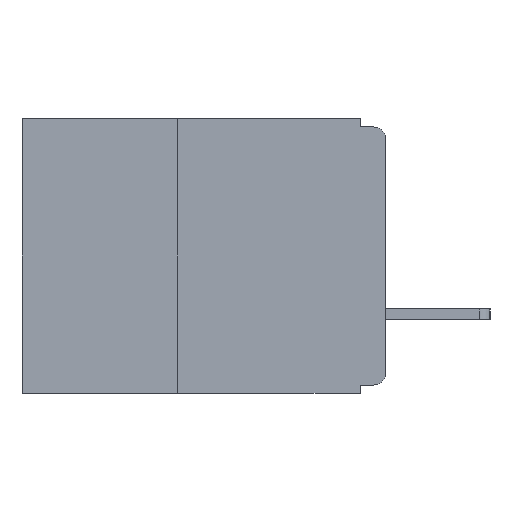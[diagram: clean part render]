
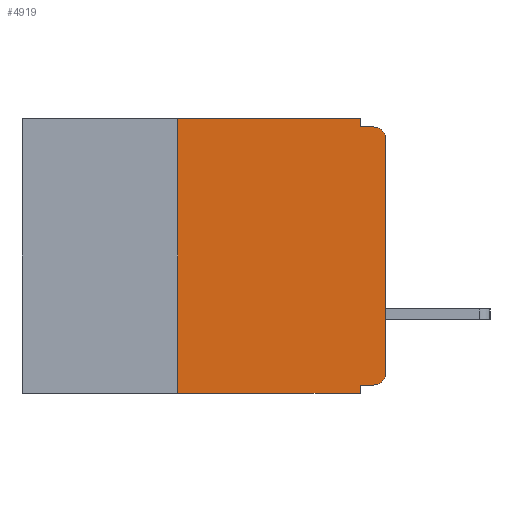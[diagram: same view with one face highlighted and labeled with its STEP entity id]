
A CAD part, left-side view. The second image highlights one B-rep face of the part: STEP entity #4919.
In plain terms, the highlighted planar face has unit normal (-1, 0, 0).
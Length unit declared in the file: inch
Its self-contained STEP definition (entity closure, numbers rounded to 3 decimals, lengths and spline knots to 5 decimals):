
#710 = EDGE_CURVE ( 'NONE', #837, #8195, #17755, .T. ) ;
#837 = VERTEX_POINT ( 'NONE', #17785 ) ;
#884 = DIRECTION ( 'NONE',  ( 0., 0., 1. ) ) ;
#984 = CARTESIAN_POINT ( 'NONE',  ( 0., 0., 0. ) ) ;
#1169 = ORIENTED_EDGE ( 'NONE', *, *, #14712, .F. ) ;
#1758 = ORIENTED_EDGE ( 'NONE', *, *, #9229, .F. ) ;
#1830 = DIRECTION ( 'NONE',  ( 0., -1., 0. ) ) ;
#1877 = VECTOR ( 'NONE', #8968, 39.37008 ) ;
#2098 = VERTEX_POINT ( 'NONE', #4538 ) ;
#2339 = CARTESIAN_POINT ( 'NONE',  ( 0., 0.031, -0.33 ) ) ;
#2690 = VERTEX_POINT ( 'NONE', #10039 ) ;
#2691 = DIRECTION ( 'NONE',  ( 0., 0., -1. ) ) ;
#2733 = DIRECTION ( 'NONE',  ( 1., 0., 0. ) ) ;
#3180 = CARTESIAN_POINT ( 'NONE',  ( 0., 0.437, 0. ) ) ;
#4083 = EDGE_CURVE ( 'NONE', #7434, #9125, #8152, .T. ) ;
#4376 = CARTESIAN_POINT ( 'NONE',  ( 0., 0., -0.32 ) ) ;
#4429 = DIRECTION ( 'NONE',  ( 0., 0., 1. ) ) ;
#4538 = CARTESIAN_POINT ( 'NONE',  ( 0., 0.031, -0.32 ) ) ;
#4619 = CARTESIAN_POINT ( 'NONE',  ( 0., 0.031, -0.33 ) ) ;
#4695 = DIRECTION ( 'NONE',  ( -1., 0., 0. ) ) ;
#4844 = PLANE ( 'NONE',  #15401 ) ;
#4919 = ADVANCED_FACE ( 'NONE', ( #13719 ), #4844, .F. ) ;
#6597 = LINE ( 'NONE', #4376, #1877 ) ;
#6729 = ORIENTED_EDGE ( 'NONE', *, *, #6840, .T. ) ;
#6784 = CARTESIAN_POINT ( 'NONE',  ( 0., 0.437, -0.33 ) ) ;
#6802 = VERTEX_POINT ( 'NONE', #11314 ) ;
#6840 = EDGE_CURVE ( 'NONE', #7434, #15134, #12905, .T. ) ;
#7213 = VECTOR ( 'NONE', #15790, 39.37008 ) ;
#7434 = VERTEX_POINT ( 'NONE', #19027 ) ;
#7861 = CARTESIAN_POINT ( 'NONE',  ( 0., 0.015, -0.025 ) ) ;
#7945 = CARTESIAN_POINT ( 'NONE',  ( 0., 0., -0.01 ) ) ;
#8152 = LINE ( 'NONE', #20092, #20011 ) ;
#8195 = VERTEX_POINT ( 'NONE', #15094 ) ;
#8403 = VERTEX_POINT ( 'NONE', #14098 ) ;
#8412 = ORIENTED_EDGE ( 'NONE', *, *, #4083, .F. ) ;
#8743 = VECTOR ( 'NONE', #13016, 39.37008 ) ;
#8968 = DIRECTION ( 'NONE',  ( 0., 1., 0. ) ) ;
#9125 = VERTEX_POINT ( 'NONE', #11174 ) ;
#9229 = EDGE_CURVE ( 'NONE', #2098, #15134, #16017, .T. ) ;
#9283 = AXIS2_PLACEMENT_3D ( 'NONE', #14023, #4695, #15571 ) ;
#9420 = DIRECTION ( 'NONE',  ( 0., 0., -1. ) ) ;
#9611 = EDGE_CURVE ( 'NONE', #9125, #2690, #16952, .T. ) ;
#9666 = CARTESIAN_POINT ( 'NONE',  ( 0., 0.437, 0. ) ) ;
#9970 = VECTOR ( 'NONE', #884, 39.37008 ) ;
#10039 = CARTESIAN_POINT ( 'NONE',  ( 0., 0.031, 0. ) ) ;
#11085 = CARTESIAN_POINT ( 'NONE',  ( 0., 0.031, -0.01 ) ) ;
#11174 = CARTESIAN_POINT ( 'NONE',  ( 0., 0.25, 0. ) ) ;
#11314 = CARTESIAN_POINT ( 'NONE',  ( 0., 0.015, -0.01 ) ) ;
#11612 = LINE ( 'NONE', #15438, #15785 ) ;
#11650 = EDGE_CURVE ( 'NONE', #8403, #2098, #6597, .T. ) ;
#11831 = VECTOR ( 'NONE', #17977, 39.37008 ) ;
#12279 = DIRECTION ( 'NONE',  ( 0., 0., -1. ) ) ;
#12313 = ORIENTED_EDGE ( 'NONE', *, *, #12419, .T. ) ;
#12419 = EDGE_CURVE ( 'NONE', #8403, #837, #13134, .T. ) ;
#12675 = ORIENTED_EDGE ( 'NONE', *, *, #710, .T. ) ;
#12801 = VECTOR ( 'NONE', #1830, 39.37008 ) ;
#12889 = EDGE_LOOP ( 'NONE', ( #12675, #14463, #1169, #16169, #13771, #8412, #6729, #1758, #17203, #12313 ) ) ;
#12905 = LINE ( 'NONE', #6784, #8743 ) ;
#13016 = DIRECTION ( 'NONE',  ( 0., -1., 0. ) ) ;
#13134 = CIRCLE ( 'NONE', #9283, 0.015 ) ;
#13719 = FACE_OUTER_BOUND ( 'NONE', #12889, .T. ) ;
#13771 = ORIENTED_EDGE ( 'NONE', *, *, #9611, .F. ) ;
#14023 = CARTESIAN_POINT ( 'NONE',  ( 0., 0.015, -0.305 ) ) ;
#14098 = CARTESIAN_POINT ( 'NONE',  ( 0., 0.015, -0.32 ) ) ;
#14463 = ORIENTED_EDGE ( 'NONE', *, *, #15187, .T. ) ;
#14712 = EDGE_CURVE ( 'NONE', #19644, #6802, #16009, .T. ) ;
#15094 = CARTESIAN_POINT ( 'NONE',  ( 0., 0., -0.025 ) ) ;
#15134 = VERTEX_POINT ( 'NONE', #4619 ) ;
#15187 = EDGE_CURVE ( 'NONE', #8195, #6802, #19097, .T. ) ;
#15401 = AXIS2_PLACEMENT_3D ( 'NONE', #3180, #2733, #2691 ) ;
#15438 = CARTESIAN_POINT ( 'NONE',  ( 0., 0.031, 0. ) ) ;
#15571 = DIRECTION ( 'NONE',  ( 0., 0., -1. ) ) ;
#15785 = VECTOR ( 'NONE', #12279, 39.37008 ) ;
#15790 = DIRECTION ( 'NONE',  ( 0., -1., 0. ) ) ;
#16009 = LINE ( 'NONE', #7945, #7213 ) ;
#16017 = LINE ( 'NONE', #2339, #11831 ) ;
#16169 = ORIENTED_EDGE ( 'NONE', *, *, #16343, .F. ) ;
#16343 = EDGE_CURVE ( 'NONE', #2690, #19644, #11612, .T. ) ;
#16952 = LINE ( 'NONE', #9666, #12801 ) ;
#17203 = ORIENTED_EDGE ( 'NONE', *, *, #11650, .F. ) ;
#17571 = AXIS2_PLACEMENT_3D ( 'NONE', #7861, #18725, #9420 ) ;
#17755 = LINE ( 'NONE', #984, #9970 ) ;
#17785 = CARTESIAN_POINT ( 'NONE',  ( 0., 0., -0.305 ) ) ;
#17977 = DIRECTION ( 'NONE',  ( 0., 0., -1. ) ) ;
#18725 = DIRECTION ( 'NONE',  ( -1., 0., 0. ) ) ;
#19027 = CARTESIAN_POINT ( 'NONE',  ( 0., 0.25, -0.33 ) ) ;
#19097 = CIRCLE ( 'NONE', #17571, 0.015 ) ;
#19644 = VERTEX_POINT ( 'NONE', #11085 ) ;
#20011 = VECTOR ( 'NONE', #4429, 39.37008 ) ;
#20092 = CARTESIAN_POINT ( 'NONE',  ( 0., 0.25, -0.33 ) ) ;
